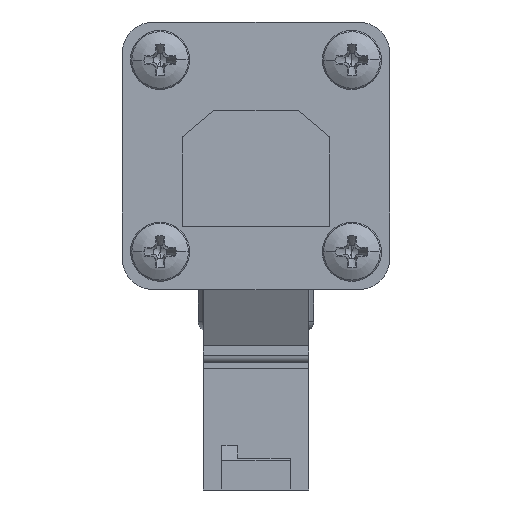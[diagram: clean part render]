
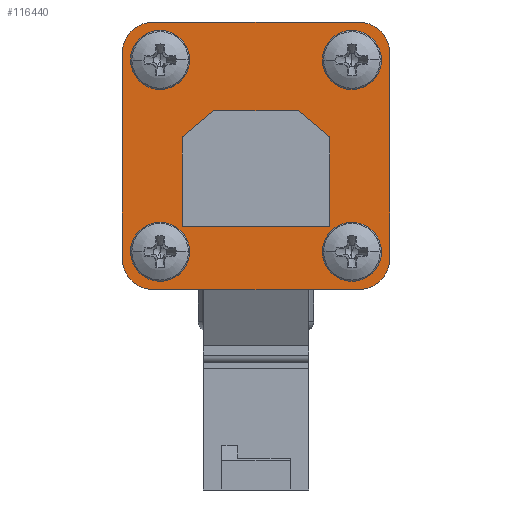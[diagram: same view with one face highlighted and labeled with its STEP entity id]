
A CAD part, front view. The second image highlights one B-rep face of the part: STEP entity #116440.
In plain terms, the highlighted face is planar.
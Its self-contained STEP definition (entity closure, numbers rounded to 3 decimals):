
#45790=CARTESIAN_POINT('',(214.533,101.7,102.078));
#45800=VERTEX_POINT('',#45790);
#45830=CARTESIAN_POINT('',(217.533,101.7,102.078));
#45840=DIRECTION('',(0.,-1.,0.));
#45850=DIRECTION('',(1.,0.,0.));
#45860=AXIS2_PLACEMENT_3D('',#45830,#45840,#45850);
#45870=CIRCLE('',#45860,3.);
#45880=CARTESIAN_POINT('',(217.533,101.7,105.078));
#45890=VERTEX_POINT('',#45880);
#45900=EDGE_CURVE('',#45890,#45800,#45870,.T.);
#46150=CARTESIAN_POINT('',(217.533,101.7,105.078));
#46160=DIRECTION('',(1.,0.,0.));
#46170=VECTOR('',#46160,1.);
#46180=LINE('',#46150,#46170);
#46190=CARTESIAN_POINT('',(236.933,101.7,105.078));
#46200=VERTEX_POINT('',#46190);
#46210=EDGE_CURVE('',#45890,#46200,#46180,.T.);
#46460=CARTESIAN_POINT('',(236.933,101.7,102.078));
#46470=DIRECTION('',(0.,-1.,0.));
#46480=DIRECTION('',(1.,0.,0.));
#46490=AXIS2_PLACEMENT_3D('',#46460,#46470,#46480);
#46500=CIRCLE('',#46490,3.);
#46510=CARTESIAN_POINT('',(239.933,101.7,102.078));
#46520=VERTEX_POINT('',#46510);
#46530=EDGE_CURVE('',#46520,#46200,#46500,.T.);
#47200=CARTESIAN_POINT('',(239.933,101.7,82.678));
#47210=VERTEX_POINT('',#47200);
#47240=CARTESIAN_POINT('',(236.933,101.7,82.678));
#47250=DIRECTION('',(0.,-1.,0.));
#47260=DIRECTION('',(1.,0.,0.));
#47270=AXIS2_PLACEMENT_3D('',#47240,#47250,#47260);
#47280=CIRCLE('',#47270,3.);
#47290=CARTESIAN_POINT('',(236.933,101.7,79.678));
#47300=VERTEX_POINT('',#47290);
#47310=EDGE_CURVE('',#47300,#47210,#47280,.T.);
#48050=CARTESIAN_POINT('',(236.933,101.7,79.678));
#48060=DIRECTION('',(-1.,0.,0.));
#48070=VECTOR('',#48060,1.);
#48080=LINE('',#48050,#48070);
#48090=CARTESIAN_POINT('',(217.533,101.7,79.678));
#48100=VERTEX_POINT('',#48090);
#48110=EDGE_CURVE('',#47300,#48100,#48080,.T.);
#48360=CARTESIAN_POINT('',(217.533,101.7,82.678));
#48370=DIRECTION('',(0.,-1.,0.));
#48380=DIRECTION('',(1.,0.,0.));
#48390=AXIS2_PLACEMENT_3D('',#48360,#48370,#48380);
#48400=CIRCLE('',#48390,3.);
#48410=CARTESIAN_POINT('',(214.533,101.7,82.678));
#48420=VERTEX_POINT('',#48410);
#48430=EDGE_CURVE('',#48420,#48100,#48400,.T.);
#56150=CARTESIAN_POINT('',(214.533,101.7,82.678));
#56160=DIRECTION('',(0.,0.,1.));
#56170=VECTOR('',#56160,1.);
#56180=LINE('',#56150,#56170);
#56190=EDGE_CURVE('',#48420,#45800,#56180,.T.);
#58010=CARTESIAN_POINT('',(239.933,101.7,102.078));
#58020=DIRECTION('',(0.,0.,-1.));
#58030=VECTOR('',#58020,1.);
#58040=LINE('',#58010,#58030);
#58050=EDGE_CURVE('',#46520,#47210,#58040,.T.);
#115190=CARTESIAN_POINT('',(226.505,101.7,100.457));
#115200=DIRECTION('',(0.,-1.,0.));
#115210=DIRECTION('',(1.,0.,0.));
#115220=AXIS2_PLACEMENT_3D('',#115190,#115200,#115210);
#115230=PLANE('',#115220);
#115240=CARTESIAN_POINT('',(218.133,101.7,83.278));
#115250=DIRECTION('',(0.,1.,0.));
#115260=DIRECTION('',(1.,0.,
-0.003));
#115270=AXIS2_PLACEMENT_3D('',#115240,#115250,#115260);
#115280=CIRCLE('',#115270,2.8);
#115290=CARTESIAN_POINT('',(220.933,101.7,83.268));
#115300=VERTEX_POINT('',#115290);
#115310=CARTESIAN_POINT('',(215.333,101.7,83.287));
#115320=VERTEX_POINT('',#115310);
#115330=EDGE_CURVE('',#115300,#115320,#115280,.T.);
#115340=ORIENTED_EDGE('',*,*,#115330,.F.);
#115350=EDGE_CURVE('',#115320,#115300,#115280,.T.);
#115360=ORIENTED_EDGE('',*,*,#115350,.F.);
#115370=EDGE_LOOP('',(#115360,#115340));
#115380=FACE_BOUND('',#115370,.T.);
#115390=CARTESIAN_POINT('',(236.333,101.7,101.478));
#115400=DIRECTION('',(0.,1.,0.));
#115410=DIRECTION('',(1.,0.,
-0.003));
#115420=AXIS2_PLACEMENT_3D('',#115390,#115400,#115410);
#115430=CIRCLE('',#115420,2.8);
#115440=CARTESIAN_POINT('',(239.133,101.7,101.468));
#115450=VERTEX_POINT('',#115440);
#115460=CARTESIAN_POINT('',(233.533,101.7,101.487));
#115470=VERTEX_POINT('',#115460);
#115480=EDGE_CURVE('',#115450,#115470,#115430,.T.);
#115490=ORIENTED_EDGE('',*,*,#115480,.F.);
#115500=EDGE_CURVE('',#115470,#115450,#115430,.T.);
#115510=ORIENTED_EDGE('',*,*,#115500,.F.);
#115520=EDGE_LOOP('',(#115510,#115490));
#115530=FACE_BOUND('',#115520,.T.);
#115540=CARTESIAN_POINT('',(220.233,101.7,94.178));
#115550=DIRECTION('',(0.768,0.,0.64));
#115560=VECTOR('',#115550,1.);
#115570=LINE('',#115540,#115560);
#115580=CARTESIAN_POINT('',(220.233,101.7,94.178));
#115590=VERTEX_POINT('',#115580);
#115600=CARTESIAN_POINT('',(223.233,101.7,96.678));
#115610=VERTEX_POINT('',#115600);
#115620=EDGE_CURVE('',#115590,#115610,#115570,.T.);
#115630=ORIENTED_EDGE('',*,*,#115620,.F.);
#115640=CARTESIAN_POINT('',(223.233,101.7,96.678));
#115650=DIRECTION('',(1.,0.,0.));
#115660=VECTOR('',#115650,1.);
#115670=LINE('',#115640,#115660);
#115680=CARTESIAN_POINT('',(231.233,101.7,96.678));
#115690=VERTEX_POINT('',#115680);
#115700=EDGE_CURVE('',#115610,#115690,#115670,.T.);
#115710=ORIENTED_EDGE('',*,*,#115700,.F.);
#115720=CARTESIAN_POINT('',(231.233,101.7,96.678));
#115730=DIRECTION('',(0.768,0.,-0.64));
#115740=VECTOR('',#115730,1.);
#115750=LINE('',#115720,#115740);
#115760=CARTESIAN_POINT('',(234.233,101.7,94.178));
#115770=VERTEX_POINT('',#115760);
#115780=EDGE_CURVE('',#115690,#115770,#115750,.T.);
#115790=ORIENTED_EDGE('',*,*,#115780,.F.);
#115800=CARTESIAN_POINT('',(234.233,101.7,94.178));
#115810=DIRECTION('',(0.,0.,-1.));
#115820=VECTOR('',#115810,1.);
#115830=LINE('',#115800,#115820);
#115840=CARTESIAN_POINT('',(234.233,101.7,85.678));
#115850=VERTEX_POINT('',#115840);
#115860=EDGE_CURVE('',#115770,#115850,#115830,.T.);
#115870=ORIENTED_EDGE('',*,*,#115860,.F.);
#115880=CARTESIAN_POINT('',(234.233,101.7,85.678));
#115890=DIRECTION('',(-1.,0.,0.));
#115900=VECTOR('',#115890,1.);
#115910=LINE('',#115880,#115900);
#115920=CARTESIAN_POINT('',(220.233,101.7,85.678));
#115930=VERTEX_POINT('',#115920);
#115940=EDGE_CURVE('',#115850,#115930,#115910,.T.);
#115950=ORIENTED_EDGE('',*,*,#115940,.F.);
#115960=CARTESIAN_POINT('',(220.233,101.7,85.678));
#115970=DIRECTION('',(0.,0.,1.));
#115980=VECTOR('',#115970,1.);
#115990=LINE('',#115960,#115980);
#116000=EDGE_CURVE('',#115930,#115590,#115990,.T.);
#116010=ORIENTED_EDGE('',*,*,#116000,.F.);
#116020=EDGE_LOOP('',(#116010,#115950,#115870,#115790,#115710,#115630));
#116030=FACE_BOUND('',#116020,.T.);
#116040=CARTESIAN_POINT('',(236.333,101.7,83.278));
#116050=DIRECTION('',(0.,1.,0.));
#116060=DIRECTION('',(1.,0.,
-0.003));
#116070=AXIS2_PLACEMENT_3D('',#116040,#116050,#116060);
#116080=CIRCLE('',#116070,2.8);
#116090=CARTESIAN_POINT('',(239.133,101.7,83.268));
#116100=VERTEX_POINT('',#116090);
#116110=CARTESIAN_POINT('',(233.533,101.7,83.287));
#116120=VERTEX_POINT('',#116110);
#116130=EDGE_CURVE('',#116100,#116120,#116080,.T.);
#116140=ORIENTED_EDGE('',*,*,#116130,.F.);
#116150=EDGE_CURVE('',#116120,#116100,#116080,.T.);
#116160=ORIENTED_EDGE('',*,*,#116150,.F.);
#116170=EDGE_LOOP('',(#116160,#116140));
#116180=FACE_BOUND('',#116170,.T.);
#116190=CARTESIAN_POINT('',(218.133,101.7,101.478));
#116200=DIRECTION('',(0.,1.,0.));
#116210=DIRECTION('',(1.,0.,
-0.003));
#116220=AXIS2_PLACEMENT_3D('',#116190,#116200,#116210);
#116230=CIRCLE('',#116220,2.8);
#116240=CARTESIAN_POINT('',(220.933,101.7,101.468));
#116250=VERTEX_POINT('',#116240);
#116260=CARTESIAN_POINT('',(215.333,101.7,101.487));
#116270=VERTEX_POINT('',#116260);
#116280=EDGE_CURVE('',#116250,#116270,#116230,.T.);
#116290=ORIENTED_EDGE('',*,*,#116280,.F.);
#116300=EDGE_CURVE('',#116270,#116250,#116230,.T.);
#116310=ORIENTED_EDGE('',*,*,#116300,.F.);
#116320=EDGE_LOOP('',(#116310,#116290));
#116330=FACE_BOUND('',#116320,.T.);
#116340=ORIENTED_EDGE('',*,*,#45900,.F.);
#116350=ORIENTED_EDGE('',*,*,#56190,.T.);
#116360=ORIENTED_EDGE('',*,*,#48430,.F.);
#116370=ORIENTED_EDGE('',*,*,#48110,.T.);
#116380=ORIENTED_EDGE('',*,*,#47310,.F.);
#116390=ORIENTED_EDGE('',*,*,#58050,.T.);
#116400=ORIENTED_EDGE('',*,*,#46530,.F.);
#116410=ORIENTED_EDGE('',*,*,#46210,.T.);
#116420=EDGE_LOOP('',(#116410,#116400,#116390,#116380,#116370,#116360,
#116350,#116340));
#116430=FACE_OUTER_BOUND('',#116420,.T.);
#116440=ADVANCED_FACE('',(#115380,#115530,#116030,#116180,#116330,
#116430),#115230,.F.);
